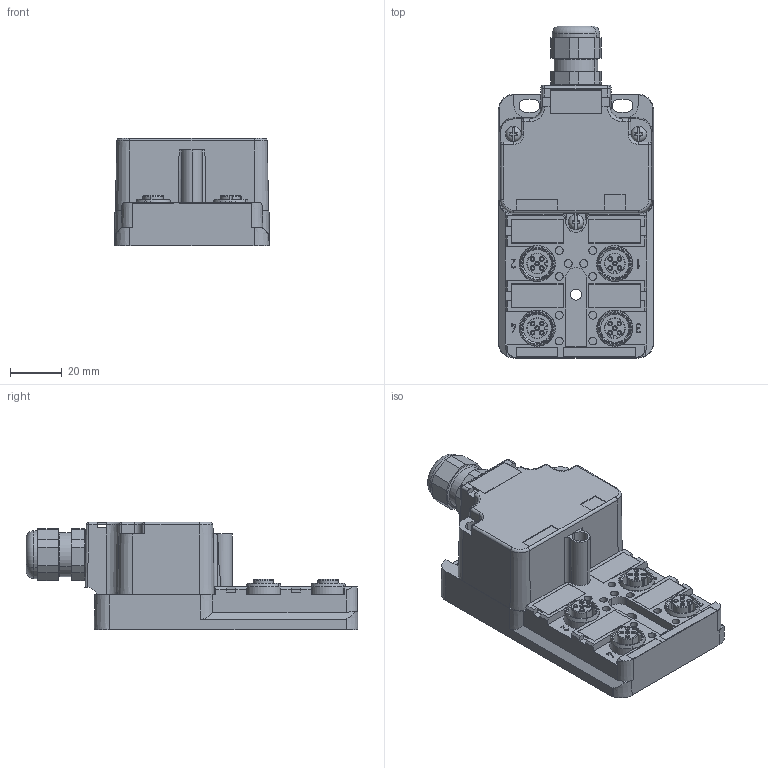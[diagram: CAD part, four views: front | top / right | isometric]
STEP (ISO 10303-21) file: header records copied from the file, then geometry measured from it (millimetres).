
FILE_DESCRIPTION(('CATIA V5 STEP Exchange','CAx-IF Rec.Pracs.--- Model Styling and Organization---1.4--- 2014-01-23'),'2;1');
FILE_NAME ('1487714-7_0', '2024-04-15T06:43:21+00:00', ('none'), ('Weidmueller'), 'CATIA Version 5-6 Release 2016 SP3 HF44', 'CATIA V5 STEP AP214', 'none');
FILE_SCHEMA(('AUTOMOTIVE_DESIGN { 1 0 10303 214 1 1 1 1 }'));
Length unit declared in the file: millimetre
Products named in the file (1): 2902950000 
Bounding box: 60 x 128.33 x 41.5 mm (x, y, z)
Volume: 153661 mm3; surface area: 49125.2 mm2
Topology: 19 solids, 23 shells, 1310 faces, 3306 edges, 2109 vertices
Faces by surface type: plane 611, cylinder 441, cone 164, torus 86, sphere 6, extrusion 2
Entity records: 36470 total; most frequent: CARTESIAN_POINT 7307, ORIENTED_EDGE 6596, DIRECTION 4767, EDGE_CURVE 3298, AXIS2_PLACEMENT_3D 2140, VERTEX_POINT 2109, VECTOR 1778, LINE 1776
